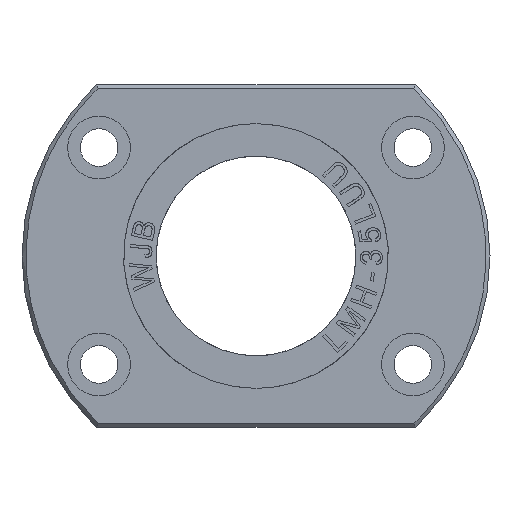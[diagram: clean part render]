
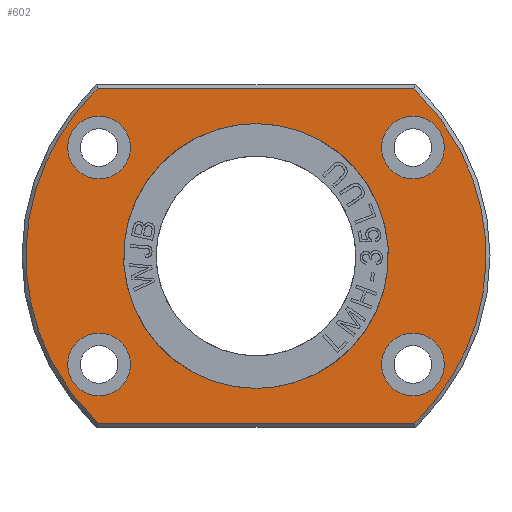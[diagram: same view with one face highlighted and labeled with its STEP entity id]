
A CAD part, left-side view. The second image highlights one B-rep face of the part: STEP entity #602.
In plain terms, the highlighted planar face has unit normal (-1, 0, 0).
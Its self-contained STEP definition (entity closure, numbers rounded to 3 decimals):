
#602=ADVANCED_FACE('',(#1791,#1792,#1793,#1794,#1795,#1796),#964,.T.);
#964=PLANE('',#6938);
#1233=CIRCLE('',#6930,5.5);
#1234=CIRCLE('',#6931,5.5);
#1235=CIRCLE('',#6932,5.5);
#1236=CIRCLE('',#6933,5.5);
#1237=CIRCLE('',#6934,5.5);
#1238=CIRCLE('',#6935,5.5);
#1239=CIRCLE('',#6936,5.5);
#1240=CIRCLE('',#6937,5.5);
#1384=B_SPLINE_CURVE_WITH_KNOTS('',3,(#10468,#10469,#10470,#10471,#10472,
#10473,#10474,#10475,#10476,#10477),.UNSPECIFIED.,.F.,.F.,(4,2,2,2,4),(0.,
0.25,0.5,0.75,1.),.UNSPECIFIED.);
#1391=B_SPLINE_CURVE_WITH_KNOTS('',3,(#10517,#10518,#10519,#10520,#10521,
#10522,#10523,#10524,#10525,#10526),.UNSPECIFIED.,.F.,.F.,(4,2,2,2,4),(0.,
0.25,0.5,0.75,1.),.UNSPECIFIED.);
#1392=B_SPLINE_CURVE_WITH_KNOTS('',3,(#10529,#10530,#10531,#10532,#10533,
#10534,#10535,#10536,#10537,#10538),.UNSPECIFIED.,.F.,.F.,(4,2,2,2,4),(0.,
0.25,0.5,0.75,1.),.UNSPECIFIED.);
#1393=B_SPLINE_CURVE_WITH_KNOTS('',3,(#10556,#10557,#10558,#10559,#10560,
#10561,#10562,#10563,#10564,#10565),.UNSPECIFIED.,.F.,.F.,(4,2,2,2,4),(0.,
0.25,0.5,0.75,1.),.UNSPECIFIED.);
#1394=B_SPLINE_CURVE_WITH_KNOTS('',3,(#10568,#10569,#10570,#10571),.UNSPECIFIED.,
 .F.,.F.,(4,4),(0.,1.),.UNSPECIFIED.);
#1395=B_SPLINE_CURVE_WITH_KNOTS('',3,(#10572,#10573,#10574,#10575),.UNSPECIFIED.,
 .F.,.F.,(4,4),(0.,1.),.UNSPECIFIED.);
#1791=FACE_BOUND('',#1893,.T.);
#1792=FACE_BOUND('',#1894,.T.);
#1793=FACE_BOUND('',#1895,.T.);
#1794=FACE_BOUND('',#1896,.T.);
#1795=FACE_BOUND('',#1897,.T.);
#1796=FACE_BOUND('',#1898,.T.);
#1893=EDGE_LOOP('',(#2602,#2603));
#1894=EDGE_LOOP('',(#2604,#2605));
#1895=EDGE_LOOP('',(#2606,#2607));
#1896=EDGE_LOOP('',(#2608,#2609));
#1897=EDGE_LOOP('',(#2610,#2611));
#1898=EDGE_LOOP('',(#2612,#2613,#2614,#2615));
#2602=ORIENTED_EDGE('',*,*,#5150,.F.);
#2603=ORIENTED_EDGE('',*,*,#5151,.F.);
#2604=ORIENTED_EDGE('',*,*,#5152,.F.);
#2605=ORIENTED_EDGE('',*,*,#5153,.F.);
#2606=ORIENTED_EDGE('',*,*,#5154,.F.);
#2607=ORIENTED_EDGE('',*,*,#5155,.F.);
#2608=ORIENTED_EDGE('',*,*,#5156,.F.);
#2609=ORIENTED_EDGE('',*,*,#5157,.F.);
#2610=ORIENTED_EDGE('',*,*,#5149,.T.);
#2611=ORIENTED_EDGE('',*,*,#5148,.T.);
#2612=ORIENTED_EDGE('',*,*,#5158,.F.);
#2613=ORIENTED_EDGE('',*,*,#5159,.F.);
#2614=ORIENTED_EDGE('',*,*,#5140,.F.);
#2615=ORIENTED_EDGE('',*,*,#5160,.F.);
#4489=VERTEX_POINT('',#10467);
#4490=VERTEX_POINT('',#10478);
#4495=VERTEX_POINT('',#10527);
#4496=VERTEX_POINT('',#10528);
#4497=VERTEX_POINT('',#10541);
#4498=VERTEX_POINT('',#10542);
#4499=VERTEX_POINT('',#10545);
#4500=VERTEX_POINT('',#10546);
#4501=VERTEX_POINT('',#10549);
#4502=VERTEX_POINT('',#10550);
#4503=VERTEX_POINT('',#10553);
#4504=VERTEX_POINT('',#10554);
#4505=VERTEX_POINT('',#10566);
#4506=VERTEX_POINT('',#10567);
#5140=EDGE_CURVE('',#4489,#4490,#1384,.T.);
#5148=EDGE_CURVE('',#4495,#4496,#1391,.T.);
#5149=EDGE_CURVE('',#4496,#4495,#1392,.T.);
#5150=EDGE_CURVE('',#4497,#4498,#1233,.T.);
#5151=EDGE_CURVE('',#4498,#4497,#1234,.T.);
#5152=EDGE_CURVE('',#4499,#4500,#1235,.T.);
#5153=EDGE_CURVE('',#4500,#4499,#1236,.T.);
#5154=EDGE_CURVE('',#4501,#4502,#1237,.T.);
#5155=EDGE_CURVE('',#4502,#4501,#1238,.T.);
#5156=EDGE_CURVE('',#4503,#4504,#1239,.T.);
#5157=EDGE_CURVE('',#4504,#4503,#1240,.T.);
#5158=EDGE_CURVE('',#4505,#4506,#1393,.T.);
#5159=EDGE_CURVE('',#4490,#4505,#1394,.T.);
#5160=EDGE_CURVE('',#4506,#4489,#1395,.T.);
#6930=AXIS2_PLACEMENT_3D('',#10540,#7531,#7532);
#6931=AXIS2_PLACEMENT_3D('',#10543,#7533,#7534);
#6932=AXIS2_PLACEMENT_3D('',#10544,#7535,#7536);
#6933=AXIS2_PLACEMENT_3D('',#10547,#7537,#7538);
#6934=AXIS2_PLACEMENT_3D('',#10548,#7539,#7540);
#6935=AXIS2_PLACEMENT_3D('',#10551,#7541,#7542);
#6936=AXIS2_PLACEMENT_3D('',#10552,#7543,#7544);
#6937=AXIS2_PLACEMENT_3D('',#10555,#7545,#7546);
#6938=AXIS2_PLACEMENT_3D('',#10576,#7547,#7548);
#7531=DIRECTION('',(-1.,0.,0.));
#7532=DIRECTION('',(0.,0.,1.));
#7533=DIRECTION('',(-1.,0.,0.));
#7534=DIRECTION('',(0.,0.,1.));
#7535=DIRECTION('',(-1.,0.,0.));
#7536=DIRECTION('',(0.,0.,1.));
#7537=DIRECTION('',(-1.,0.,0.));
#7538=DIRECTION('',(0.,0.,1.));
#7539=DIRECTION('',(-1.,0.,0.));
#7540=DIRECTION('',(0.,0.,1.));
#7541=DIRECTION('',(-1.,0.,0.));
#7542=DIRECTION('',(0.,0.,1.));
#7543=DIRECTION('',(-1.,0.,0.));
#7544=DIRECTION('',(0.,0.,1.));
#7545=DIRECTION('',(-1.,0.,0.));
#7546=DIRECTION('',(0.,0.,1.));
#7547=DIRECTION('',(-1.,0.,0.));
#7548=DIRECTION('',(0.,0.,1.));
#10467=CARTESIAN_POINT('',(0.,27.67,-29.3));
#10468=CARTESIAN_POINT('',(0.,27.669,-29.3));
#10469=CARTESIAN_POINT('',(0.,31.645,-25.546));
#10470=CARTESIAN_POINT('',(0.,34.844,-20.974));
#10471=CARTESIAN_POINT('',(0.,39.172,-10.932));
#10472=CARTESIAN_POINT('',(0.,40.3,-5.467));
#10473=CARTESIAN_POINT('',(0.,40.3,5.467));
#10474=CARTESIAN_POINT('',(0.,39.172,10.932));
#10475=CARTESIAN_POINT('',(0.,34.844,20.974));
#10476=CARTESIAN_POINT('',(0.,31.645,25.546));
#10477=CARTESIAN_POINT('',(0.,27.669,29.3));
#10478=CARTESIAN_POINT('',(0.,27.67,29.3));
#10517=CARTESIAN_POINT('',(0.,0.,23.2));
#10518=CARTESIAN_POINT('',(0.,-6.094,23.2));
#10519=CARTESIAN_POINT('',(0.,-12.097,20.712));
#10520=CARTESIAN_POINT('',(0.,-20.713,12.097));
#10521=CARTESIAN_POINT('',(0.,-23.2,6.092));
#10522=CARTESIAN_POINT('',(0.,-23.2,-6.092));
#10523=CARTESIAN_POINT('',(0.,-20.712,-12.097));
#10524=CARTESIAN_POINT('',(0.,-12.097,-20.713));
#10525=CARTESIAN_POINT('',(0.,-6.096,-23.2));
#10526=CARTESIAN_POINT('',(0.,0.,-23.2));
#10527=CARTESIAN_POINT('',(0.,0.,
23.2));
#10528=CARTESIAN_POINT('',(0.,0.,
-23.2));
#10529=CARTESIAN_POINT('',(0.,0.,-23.2));
#10530=CARTESIAN_POINT('',(0.,6.094,-23.2));
#10531=CARTESIAN_POINT('',(0.,12.097,-20.712));
#10532=CARTESIAN_POINT('',(0.,20.713,-12.097));
#10533=CARTESIAN_POINT('',(0.,23.2,-6.092));
#10534=CARTESIAN_POINT('',(0.,23.2,6.092));
#10535=CARTESIAN_POINT('',(0.,20.712,12.097));
#10536=CARTESIAN_POINT('',(0.,12.097,20.713));
#10537=CARTESIAN_POINT('',(0.,6.096,23.2));
#10538=CARTESIAN_POINT('',(0.,0.,23.2));
#10540=CARTESIAN_POINT('',(0.,-27.5,19.));
#10541=CARTESIAN_POINT('',(0.,-27.5,24.5));
#10542=CARTESIAN_POINT('',(0.,-27.5,13.5));
#10543=CARTESIAN_POINT('',(0.,-27.5,19.));
#10544=CARTESIAN_POINT('',(0.,27.5,19.));
#10545=CARTESIAN_POINT('',(0.,27.5,24.5));
#10546=CARTESIAN_POINT('',(0.,27.5,13.5));
#10547=CARTESIAN_POINT('',(0.,27.5,19.));
#10548=CARTESIAN_POINT('',(0.,-27.5,-19.));
#10549=CARTESIAN_POINT('',(0.,-27.5,-13.5));
#10550=CARTESIAN_POINT('',(0.,-27.5,-24.5));
#10551=CARTESIAN_POINT('',(0.,-27.5,-19.));
#10552=CARTESIAN_POINT('',(0.,27.5,-19.));
#10553=CARTESIAN_POINT('',(0.,27.5,-13.5));
#10554=CARTESIAN_POINT('',(0.,27.5,-24.5));
#10555=CARTESIAN_POINT('',(0.,27.5,-19.));
#10556=CARTESIAN_POINT('',(0.,-27.669,29.3));
#10557=CARTESIAN_POINT('',(0.,-31.645,25.546));
#10558=CARTESIAN_POINT('',(0.,-34.844,20.974));
#10559=CARTESIAN_POINT('',(0.,-39.172,10.932));
#10560=CARTESIAN_POINT('',(0.,-40.3,5.467));
#10561=CARTESIAN_POINT('',(0.,-40.3,-5.467));
#10562=CARTESIAN_POINT('',(0.,-39.172,-10.932));
#10563=CARTESIAN_POINT('',(0.,-34.844,-20.974));
#10564=CARTESIAN_POINT('',(0.,-31.645,-25.546));
#10565=CARTESIAN_POINT('',(0.,-27.669,-29.3));
#10566=CARTESIAN_POINT('',(0.,-27.67,29.3));
#10567=CARTESIAN_POINT('',(0.,-27.67,-29.3));
#10568=CARTESIAN_POINT('',(0.,27.669,29.3));
#10569=CARTESIAN_POINT('',(0.,9.223,29.3));
#10570=CARTESIAN_POINT('',(0.,-9.223,29.3));
#10571=CARTESIAN_POINT('',(0.,-27.669,29.3));
#10572=CARTESIAN_POINT('',(0.,-27.669,-29.3));
#10573=CARTESIAN_POINT('',(0.,-9.223,-29.3));
#10574=CARTESIAN_POINT('',(0.,9.223,-29.3));
#10575=CARTESIAN_POINT('',(0.,27.669,-29.3));
#10576=CARTESIAN_POINT('',(0.,-41.106,-40.3));
